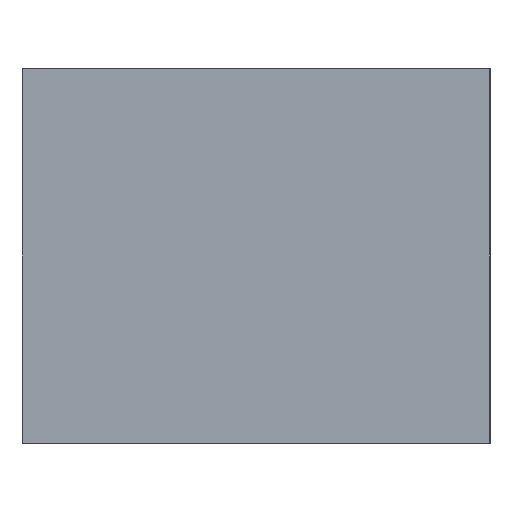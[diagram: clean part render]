
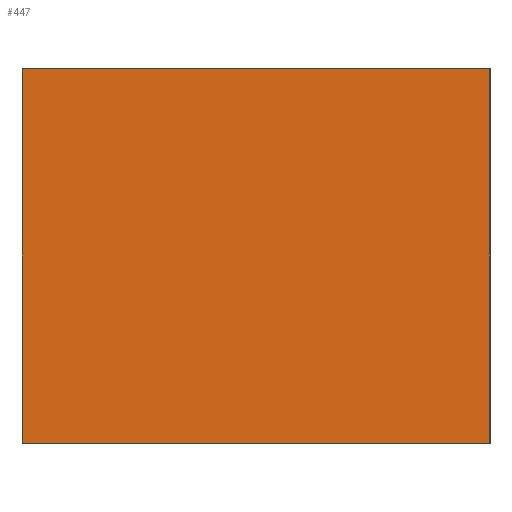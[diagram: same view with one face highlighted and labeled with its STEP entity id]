
A CAD part, left-side view. The second image highlights one B-rep face of the part: STEP entity #447.
In plain terms, the highlighted planar face has unit normal (-1, 0, 0).
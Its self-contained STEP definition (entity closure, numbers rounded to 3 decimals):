
#21=LINE('',#734,#51);
#24=LINE('',#742,#54);
#27=LINE('',#748,#57);
#28=LINE('',#749,#58);
#51=VECTOR('',#560,10.);
#54=VECTOR('',#569,10.);
#57=VECTOR('',#574,10.);
#58=VECTOR('',#575,10.);
#91=PLANE('',#490);
#129=FACE_OUTER_BOUND('',#166,.T.);
#166=EDGE_LOOP('',(#351,#352,#353,#354));
#229=VERTEX_POINT('',#731);
#230=VERTEX_POINT('',#733);
#232=VERTEX_POINT('',#741);
#234=VERTEX_POINT('',#747);
#273=EDGE_CURVE('',#229,#230,#21,.T.);
#277=EDGE_CURVE('',#232,#230,#24,.T.);
#280=EDGE_CURVE('',#234,#232,#27,.T.);
#281=EDGE_CURVE('',#234,#229,#28,.T.);
#351=ORIENTED_EDGE('',*,*,#280,.T.);
#352=ORIENTED_EDGE('',*,*,#277,.T.);
#353=ORIENTED_EDGE('',*,*,#273,.F.);
#354=ORIENTED_EDGE('',*,*,#281,.F.);
#447=ADVANCED_FACE('',(#129),#91,.T.);
#490=AXIS2_PLACEMENT_3D('',#746,#572,#573);
#560=DIRECTION('',(0.,-1.,0.));
#569=DIRECTION('',(0.,0.,1.));
#572=DIRECTION('center_axis',(-1.,0.,0.));
#573=DIRECTION('ref_axis',(0.,-1.,0.));
#574=DIRECTION('',(0.,-1.,0.));
#575=DIRECTION('',(0.,0.,1.));
#731=CARTESIAN_POINT('',(-25.,25.,40.));
#733=CARTESIAN_POINT('',(-25.,-25.,40.));
#734=CARTESIAN_POINT('',(-25.,25.,40.));
#741=CARTESIAN_POINT('',(-25.,-25.,0.));
#742=CARTESIAN_POINT('',(-25.,-25.,0.));
#746=CARTESIAN_POINT('Origin',(-25.,25.,0.));
#747=CARTESIAN_POINT('',(-25.,25.,0.));
#748=CARTESIAN_POINT('',(-25.,25.,0.));
#749=CARTESIAN_POINT('',(-25.,25.,0.));
